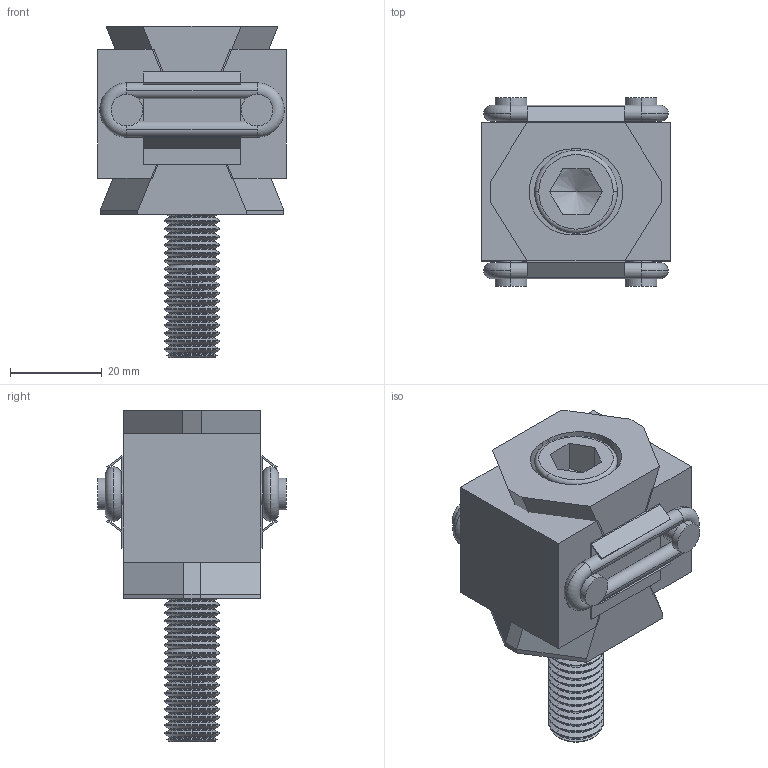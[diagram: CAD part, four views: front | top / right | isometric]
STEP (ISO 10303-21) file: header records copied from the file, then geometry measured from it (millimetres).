
FILE_DESCRIPTION(('STEP AP214'),'1');
FILE_NAME(' ',' ',('TraceParts'),('TraceParts S.A.'),'XStep 1.0',' ',' ');
FILE_SCHEMA(('automotive_design'));
Length unit declared in the file: millimetre
Products named in the file (15): 1; 2; 3; 4; 5; 6; 7; 8; 9; 10; 11; 12; 13; 14; 15
Bounding box: 41 x 41 x 72 mm (x, y, z)
Volume: 103024.6 mm3; surface area: 37077.8 mm2
Topology: 15 solids, 15 shells, 772 faces, 1770 edges, 1032 vertices
Faces by surface type: torus 238, cone 232, plane 154, cylinder 148
Entity records: 42268 total; most frequent: DIRECTION 4322, CARTESIAN_POINT 3855, STYLED_ITEM 3570, PRESENTATION_STYLE_ASSIGNMENT 3570, COLOUR_RGB 3570, ORIENTED_EDGE 3532, AXIS2_PLACEMENT_3D 1835, EDGE_CURVE 1766
